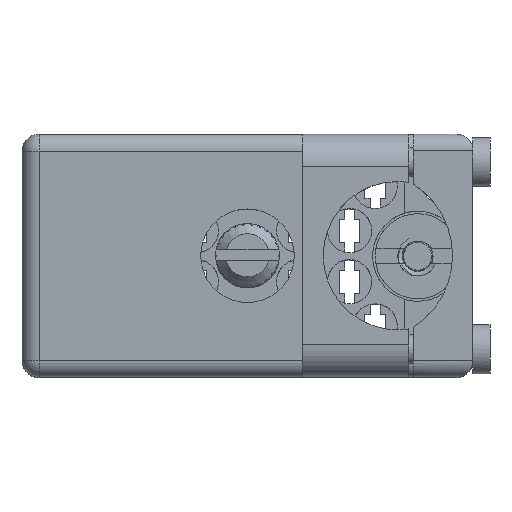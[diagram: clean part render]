
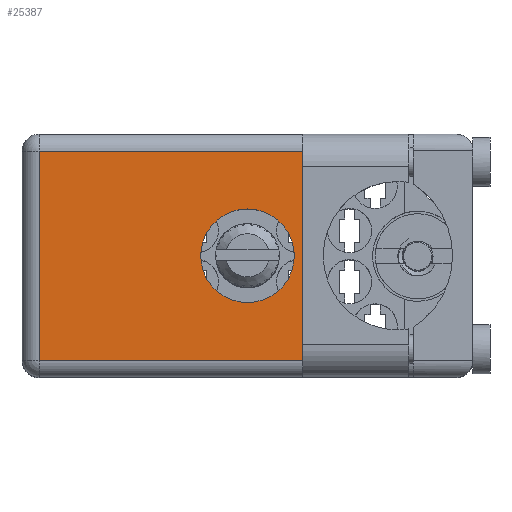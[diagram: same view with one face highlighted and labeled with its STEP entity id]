
A CAD part, top view. The second image highlights one B-rep face of the part: STEP entity #25387.
In plain terms, the highlighted face is planar.
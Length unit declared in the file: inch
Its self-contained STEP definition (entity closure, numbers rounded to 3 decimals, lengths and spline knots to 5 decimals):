
#1713 = DIRECTION ( 'NONE',  ( -1., 0., 0. ) ) ;
#3863 = ORIENTED_EDGE ( 'NONE', *, *, #186936, .F. ) ;
#5594 = VERTEX_POINT ( 'NONE', #110888 ) ;
#7523 = LINE ( 'NONE', #15598, #71293 ) ;
#9678 = VECTOR ( 'NONE', #120363, 39.37008 ) ;
#12683 = EDGE_CURVE ( 'NONE', #152993, #47300, #7523, .T. ) ;
#12947 = DIRECTION ( 'NONE',  ( 0., 0., 1. ) ) ;
#14027 = AXIS2_PLACEMENT_3D ( 'NONE', #137277, #16728, #45757 ) ;
#15598 = CARTESIAN_POINT ( 'NONE',  ( 0.865, 0.906, -0.1125 ) ) ;
#16728 = DIRECTION ( 'NONE',  ( 0., 1., 0. ) ) ;
#19307 = AXIS2_PLACEMENT_3D ( 'NONE', #99118, #99778, #143823 ) ;
#23394 = VERTEX_POINT ( 'NONE', #94361 ) ;
#25138 = VECTOR ( 'NONE', #102270, 39.37008 ) ;
#25387 = ADVANCED_FACE ( 'NONE', ( #27074, #161530 ), #75448, .T. ) ;
#26677 = LINE ( 'NONE', #30062, #191943 ) ;
#27074 = FACE_OUTER_BOUND ( 'NONE', #65048, .T. ) ;
#27446 = ORIENTED_EDGE ( 'NONE', *, *, #167269, .F. ) ;
#30062 = CARTESIAN_POINT ( 'NONE',  ( 1.15, 0.906, -0.715 ) ) ;
#31672 = LINE ( 'NONE', #162330, #86066 ) ;
#36053 = CARTESIAN_POINT ( 'NONE',  ( 0.6625, 0.906, -0.495 ) ) ;
#38477 = EDGE_LOOP ( 'NONE', ( #3863, #51695 ) ) ;
#41119 = DIRECTION ( 'NONE',  ( 0., 0., 1. ) ) ;
#43459 = EDGE_CURVE ( 'NONE', #44629, #113767, #178343, .T. ) ;
#44629 = VERTEX_POINT ( 'NONE', #78522 ) ;
#45757 = DIRECTION ( 'NONE',  ( 0., 0., 1. ) ) ;
#47263 = ORIENTED_EDGE ( 'NONE', *, *, #12683, .T. ) ;
#47300 = VERTEX_POINT ( 'NONE', #64285 ) ;
#51240 = CIRCLE ( 'NONE', #151438, 0.1375 ) ;
#51695 = ORIENTED_EDGE ( 'NONE', *, *, #151390, .F. ) ;
#53117 = VERTEX_POINT ( 'NONE', #36053 ) ;
#63877 = VECTOR ( 'NONE', #67424, 39.37008 ) ;
#64285 = CARTESIAN_POINT ( 'NONE',  ( 0.865, 0.906, -0.1125 ) ) ;
#65048 = EDGE_LOOP ( 'NONE', ( #193602, #181002, #27446, #47263, #133835, #180531, #153069, #141319 ) ) ;
#67424 = DIRECTION ( 'NONE',  ( 1., 0., 0. ) ) ;
#71293 = VECTOR ( 'NONE', #1713, 39.37008 ) ;
#71577 = CARTESIAN_POINT ( 'NONE',  ( 0.865, 0.906, -0.1125 ) ) ;
#73483 = LINE ( 'NONE', #165130, #9678 ) ;
#74024 = EDGE_CURVE ( 'NONE', #47300, #5594, #165495, .T. ) ;
#74950 = DIRECTION ( 'NONE',  ( 0., 0., 1. ) ) ;
#75448 = PLANE ( 'NONE',  #14027 ) ;
#77833 = EDGE_CURVE ( 'NONE', #23394, #165313, #73483, .T. ) ;
#78522 = CARTESIAN_POINT ( 'NONE',  ( 0.05, 0.906, -0.05 ) ) ;
#86066 = VECTOR ( 'NONE', #41119, 39.37008 ) ;
#86168 = DIRECTION ( 'NONE',  ( 0., 0., -1. ) ) ;
#89390 = EDGE_CURVE ( 'NONE', #165313, #44629, #31672, .T. ) ;
#90145 = VECTOR ( 'NONE', #86168, 39.37008 ) ;
#90656 = VERTEX_POINT ( 'NONE', #93290 ) ;
#93290 = CARTESIAN_POINT ( 'NONE',  ( 0.6625, 0.906, -0.22 ) ) ;
#94361 = CARTESIAN_POINT ( 'NONE',  ( 1.15, 0.906, -0.665 ) ) ;
#94589 = LINE ( 'NONE', #110360, #63877 ) ;
#98252 = LINE ( 'NONE', #148299, #25138 ) ;
#99118 = CARTESIAN_POINT ( 'NONE',  ( 0.6625, 0.906, -0.3575 ) ) ;
#99748 = CARTESIAN_POINT ( 'NONE',  ( 0.05, 0.906, -0.665 ) ) ;
#99778 = DIRECTION ( 'NONE',  ( 0., 1., 0. ) ) ;
#101404 = DIRECTION ( 'NONE',  ( 0., 1., 0. ) ) ;
#102270 = DIRECTION ( 'NONE',  ( 0., 0., 1. ) ) ;
#103789 = CARTESIAN_POINT ( 'NONE',  ( 1.15, 0.906, -0.05 ) ) ;
#110360 = CARTESIAN_POINT ( 'NONE',  ( 0.865, 0.906, -0.6025 ) ) ;
#110888 = CARTESIAN_POINT ( 'NONE',  ( 0.865, 0.906, -0.6025 ) ) ;
#113767 = VERTEX_POINT ( 'NONE', #179921 ) ;
#119551 = DIRECTION ( 'NONE',  ( 1., 0., 0. ) ) ;
#120363 = DIRECTION ( 'NONE',  ( -1., 0., 0. ) ) ;
#133835 = ORIENTED_EDGE ( 'NONE', *, *, #74024, .T. ) ;
#134714 = CARTESIAN_POINT ( 'NONE',  ( 1.15, 0.906, -0.1125 ) ) ;
#137277 = CARTESIAN_POINT ( 'NONE',  ( 0., 0.906, -0.715 ) ) ;
#137630 = CIRCLE ( 'NONE', #19307, 0.1375 ) ;
#141319 = ORIENTED_EDGE ( 'NONE', *, *, #77833, .T. ) ;
#142652 = VERTEX_POINT ( 'NONE', #189291 ) ;
#143823 = DIRECTION ( 'NONE',  ( 0., 0., 1. ) ) ;
#146773 = CARTESIAN_POINT ( 'NONE',  ( 0.6625, 0.906, -0.3575 ) ) ;
#148299 = CARTESIAN_POINT ( 'NONE',  ( 1.15, 0.906, -0.715 ) ) ;
#151390 = EDGE_CURVE ( 'NONE', #53117, #90656, #137630, .T. ) ;
#151438 = AXIS2_PLACEMENT_3D ( 'NONE', #146773, #101404, #12947 ) ;
#152993 = VERTEX_POINT ( 'NONE', #134714 ) ;
#153069 = ORIENTED_EDGE ( 'NONE', *, *, #172700, .F. ) ;
#161530 = FACE_BOUND ( 'NONE', #38477, .T. ) ;
#162330 = CARTESIAN_POINT ( 'NONE',  ( 0.05, 0.906, -0.715 ) ) ;
#165130 = CARTESIAN_POINT ( 'NONE',  ( 0., 0.906, -0.665 ) ) ;
#165313 = VERTEX_POINT ( 'NONE', #99748 ) ;
#165495 = LINE ( 'NONE', #71577, #90145 ) ;
#167269 = EDGE_CURVE ( 'NONE', #152993, #113767, #98252, .T. ) ;
#172700 = EDGE_CURVE ( 'NONE', #23394, #142652, #26677, .T. ) ;
#178343 = LINE ( 'NONE', #103789, #187900 ) ;
#179921 = CARTESIAN_POINT ( 'NONE',  ( 1.15, 0.906, -0.05 ) ) ;
#180531 = ORIENTED_EDGE ( 'NONE', *, *, #180823, .T. ) ;
#180823 = EDGE_CURVE ( 'NONE', #5594, #142652, #94589, .T. ) ;
#181002 = ORIENTED_EDGE ( 'NONE', *, *, #43459, .T. ) ;
#186936 = EDGE_CURVE ( 'NONE', #90656, #53117, #51240, .T. ) ;
#187900 = VECTOR ( 'NONE', #119551, 39.37008 ) ;
#189291 = CARTESIAN_POINT ( 'NONE',  ( 1.15, 0.906, -0.6025 ) ) ;
#191943 = VECTOR ( 'NONE', #74950, 39.37008 ) ;
#193602 = ORIENTED_EDGE ( 'NONE', *, *, #89390, .T. ) ;
